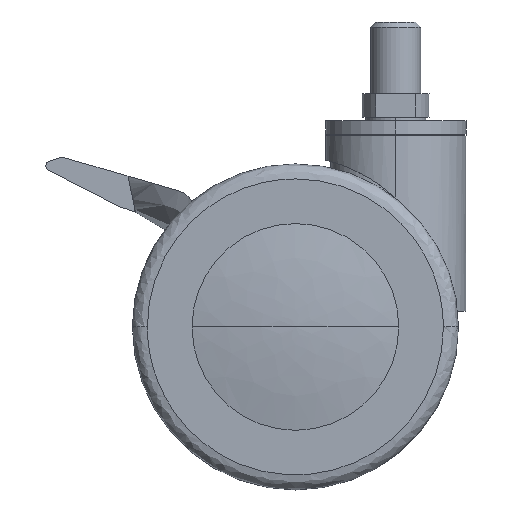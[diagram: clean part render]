
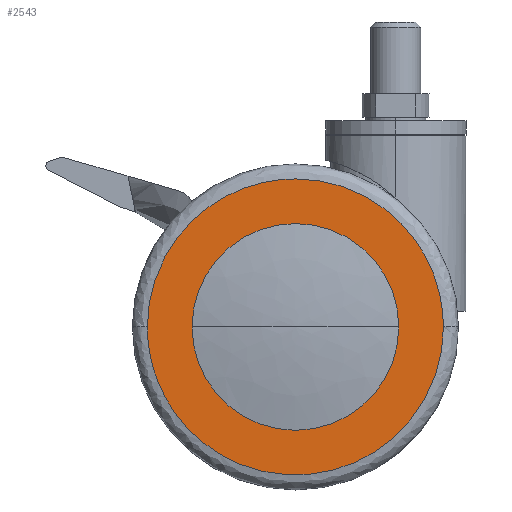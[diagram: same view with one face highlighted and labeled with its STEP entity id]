
A CAD part, left-side view. The second image highlights one B-rep face of the part: STEP entity #2543.
In plain terms, the highlighted planar face has unit normal (-1, 0, 0).
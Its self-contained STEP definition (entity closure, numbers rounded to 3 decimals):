
#40 = VERTEX_POINT ( 'NONE', #3283 ) ;
#52 = ORIENTED_EDGE ( 'NONE', *, *, #1963, .F. ) ;
#105 = CARTESIAN_POINT ( 'NONE',  ( -26., 49.5, -46.5 ) ) ;
#127 = AXIS2_PLACEMENT_3D ( 'NONE', #4064, #705, #2578 ) ;
#250 = CARTESIAN_POINT ( 'NONE',  ( -26., -9.5, -46.5 ) ) ;
#625 = ORIENTED_EDGE ( 'NONE', *, *, #3922, .T. ) ;
#705 = DIRECTION ( 'NONE',  ( 1., 0., 0. ) ) ;
#827 = EDGE_LOOP ( 'NONE', ( #52, #1802, #1454 ) ) ;
#846 = EDGE_CURVE ( 'NONE', #1762, #4294, #1106, .T. ) ;
#926 =( BOUNDED_CURVE ( )  B_SPLINE_CURVE ( 3, ( #105, #4155, #2287, #3080 ),
 .UNSPECIFIED., .F., .F. ) 
 B_SPLINE_CURVE_WITH_KNOTS ( ( 4, 4 ),
 ( 0., 1. ),
 .UNSPECIFIED. ) 
 CURVE ( )  GEOMETRIC_REPRESENTATION_ITEM ( )  RATIONAL_B_SPLINE_CURVE ( ( 1., 0.805, 0.805, 1. ) ) 
 REPRESENTATION_ITEM ( '' )  );
#957 = AXIS2_PLACEMENT_3D ( 'NONE', #2852, #3614, #3967 ) ;
#1106 =( BOUNDED_CURVE ( )  B_SPLINE_CURVE ( 3, ( #1381, #2118, #1423, #250 ),
 .UNSPECIFIED., .F., .F. ) 
 B_SPLINE_CURVE_WITH_KNOTS ( ( 4, 4 ),
 ( 0., 1. ),
 .UNSPECIFIED. ) 
 CURVE ( )  GEOMETRIC_REPRESENTATION_ITEM ( )  RATIONAL_B_SPLINE_CURVE ( ( 1., 0.805, 0.805, 1. ) ) 
 REPRESENTATION_ITEM ( '' )  );
#1119 = CIRCLE ( 'NONE', #957, 20.6 ) ;
#1171 = PLANE ( 'NONE',  #3735 ) ;
#1234 = CARTESIAN_POINT ( 'NONE',  ( -26., 49.5, -105.5 ) ) ;
#1381 = CARTESIAN_POINT ( 'NONE',  ( -26., 20., -17. ) ) ;
#1406 = ORIENTED_EDGE ( 'NONE', *, *, #1693, .T. ) ;
#1423 = CARTESIAN_POINT ( 'NONE',  ( -26., -9.5, -29.219 ) ) ;
#1454 = ORIENTED_EDGE ( 'NONE', *, *, #4370, .F. ) ;
#1486 = CARTESIAN_POINT ( 'NONE',  ( -26., 40.6, -46.5 ) ) ;
#1578 = FACE_BOUND ( 'NONE', #2639, .T. ) ;
#1693 = EDGE_CURVE ( 'NONE', #3536, #40, #2157, .T. ) ;
#1762 = VERTEX_POINT ( 'NONE', #1800 ) ;
#1800 = CARTESIAN_POINT ( 'NONE',  ( -26., 20., -17. ) ) ;
#1802 = ORIENTED_EDGE ( 'NONE', *, *, #846, .F. ) ;
#1805 = DIRECTION ( 'NONE',  ( 0., 0., 1. ) ) ;
#1963 = EDGE_CURVE ( 'NONE', #4294, #2162, #3039, .T. ) ;
#2118 = CARTESIAN_POINT ( 'NONE',  ( -26., 2.719, -17. ) ) ;
#2157 = CIRCLE ( 'NONE', #127, 20.6 ) ;
#2162 = VERTEX_POINT ( 'NONE', #3160 ) ;
#2287 = CARTESIAN_POINT ( 'NONE',  ( -26., 37.281, -17. ) ) ;
#2543 = ADVANCED_FACE ( 'NONE', ( #2572, #1578 ), #1171, .T. ) ;
#2572 = FACE_OUTER_BOUND ( 'NONE', #827, .T. ) ;
#2578 = DIRECTION ( 'NONE',  ( 0., 0., -1. ) ) ;
#2635 = DIRECTION ( 'NONE',  ( -1., 0., 0. ) ) ;
#2639 = EDGE_LOOP ( 'NONE', ( #1406, #625 ) ) ;
#2852 = CARTESIAN_POINT ( 'NONE',  ( -26., 20., -46.5 ) ) ;
#3039 =( BOUNDED_CURVE ( )  B_SPLINE_CURVE ( 3, ( #3439, #3132, #1234, #4231 ),
 .UNSPECIFIED., .F., .T. ) 
 B_SPLINE_CURVE_WITH_KNOTS ( ( 4, 4 ),
 ( 0., 1. ),
 .UNSPECIFIED. ) 
 CURVE ( )  GEOMETRIC_REPRESENTATION_ITEM ( )  RATIONAL_B_SPLINE_CURVE ( ( 1., 0.333, 0.333, 1. ) ) 
 REPRESENTATION_ITEM ( '' )  );
#3080 = CARTESIAN_POINT ( 'NONE',  ( -26., 20., -17. ) ) ;
#3132 = CARTESIAN_POINT ( 'NONE',  ( -26., -9.5, -105.5 ) ) ;
#3160 = CARTESIAN_POINT ( 'NONE',  ( -26., 49.5, -46.5 ) ) ;
#3283 = CARTESIAN_POINT ( 'NONE',  ( -26., -0.6, -46.5 ) ) ;
#3328 = CARTESIAN_POINT ( 'NONE',  ( -26., -9.5, -46.5 ) ) ;
#3439 = CARTESIAN_POINT ( 'NONE',  ( -26., -9.5, -46.5 ) ) ;
#3536 = VERTEX_POINT ( 'NONE', #1486 ) ;
#3614 = DIRECTION ( 'NONE',  ( 1., 0., 0. ) ) ;
#3735 = AXIS2_PLACEMENT_3D ( 'NONE', #4056, #2635, #1805 ) ;
#3922 = EDGE_CURVE ( 'NONE', #40, #3536, #1119, .T. ) ;
#3967 = DIRECTION ( 'NONE',  ( 0., 0., -1. ) ) ;
#4056 = CARTESIAN_POINT ( 'NONE',  ( -26., 20., -46.5 ) ) ;
#4064 = CARTESIAN_POINT ( 'NONE',  ( -26., 20., -46.5 ) ) ;
#4155 = CARTESIAN_POINT ( 'NONE',  ( -26., 49.5, -29.219 ) ) ;
#4231 = CARTESIAN_POINT ( 'NONE',  ( -26., 49.5, -46.5 ) ) ;
#4294 = VERTEX_POINT ( 'NONE', #3328 ) ;
#4370 = EDGE_CURVE ( 'NONE', #2162, #1762, #926, .T. ) ;
